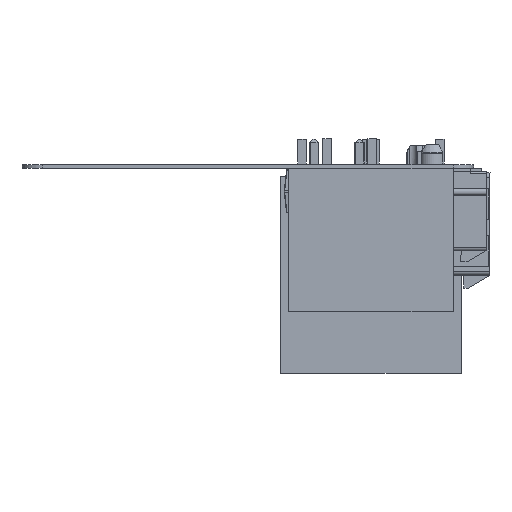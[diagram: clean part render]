
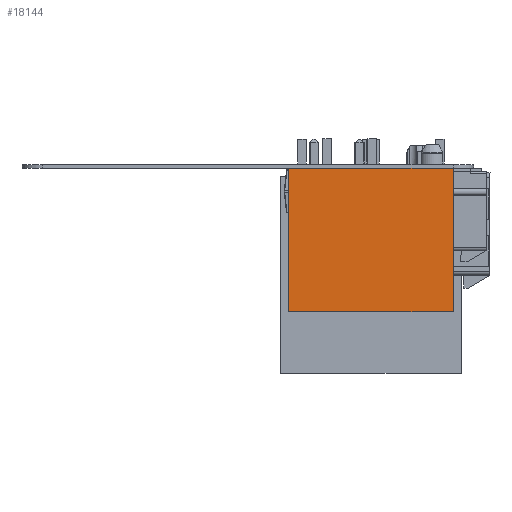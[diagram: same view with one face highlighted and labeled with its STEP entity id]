
A CAD part, left-side view. The second image highlights one B-rep face of the part: STEP entity #18144.
In plain terms, the highlighted planar face has unit normal (-1, 0, 0).
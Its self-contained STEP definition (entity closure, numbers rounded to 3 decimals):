
#18144 = ADVANCED_FACE('',(#18145),#18179,.F.);
#18145 = FACE_BOUND('',#18146,.F.);
#18146 = EDGE_LOOP('',(#18147,#18157,#18165,#18173));
#18147 = ORIENTED_EDGE('',*,*,#18148,.T.);
#18148 = EDGE_CURVE('',#18149,#18151,#18153,.T.);
#18149 = VERTEX_POINT('',#18150);
#18150 = CARTESIAN_POINT('',(-3.,10.,0.));
#18151 = VERTEX_POINT('',#18152);
#18152 = CARTESIAN_POINT('',(-3.,10.,17.5));
#18153 = LINE('',#18154,#18155);
#18154 = CARTESIAN_POINT('',(-3.,10.,0.));
#18155 = VECTOR('',#18156,1.);
#18156 = DIRECTION('',(0.,0.,1.));
#18157 = ORIENTED_EDGE('',*,*,#18158,.T.);
#18158 = EDGE_CURVE('',#18151,#18159,#18161,.T.);
#18159 = VERTEX_POINT('',#18160);
#18160 = CARTESIAN_POINT('',(-3.,-10.,17.5));
#18161 = LINE('',#18162,#18163);
#18162 = CARTESIAN_POINT('',(-3.,10.,17.5));
#18163 = VECTOR('',#18164,1.);
#18164 = DIRECTION('',(0.,-1.,0.));
#18165 = ORIENTED_EDGE('',*,*,#18166,.F.);
#18166 = EDGE_CURVE('',#18167,#18159,#18169,.T.);
#18167 = VERTEX_POINT('',#18168);
#18168 = CARTESIAN_POINT('',(-3.,-10.,0.));
#18169 = LINE('',#18170,#18171);
#18170 = CARTESIAN_POINT('',(-3.,-10.,0.));
#18171 = VECTOR('',#18172,1.);
#18172 = DIRECTION('',(0.,0.,1.));
#18173 = ORIENTED_EDGE('',*,*,#18174,.F.);
#18174 = EDGE_CURVE('',#18149,#18167,#18175,.T.);
#18175 = LINE('',#18176,#18177);
#18176 = CARTESIAN_POINT('',(-3.,10.,0.));
#18177 = VECTOR('',#18178,1.);
#18178 = DIRECTION('',(0.,-1.,0.));
#18179 = PLANE('',#18180);
#18180 = AXIS2_PLACEMENT_3D('',#18181,#18182,#18183);
#18181 = CARTESIAN_POINT('',(-3.,10.,0.));
#18182 = DIRECTION('',(1.,0.,0.));
#18183 = DIRECTION('',(0.,-1.,0.));
